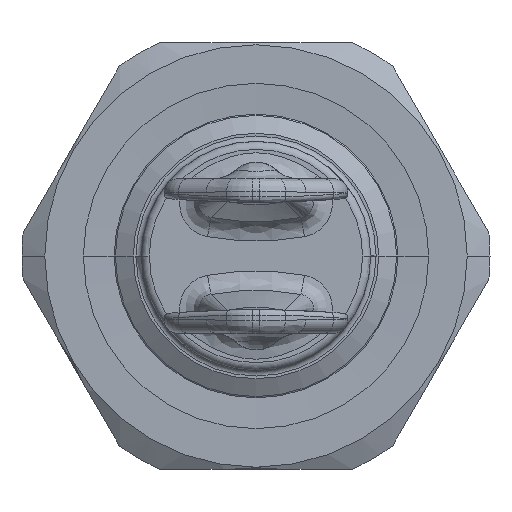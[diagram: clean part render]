
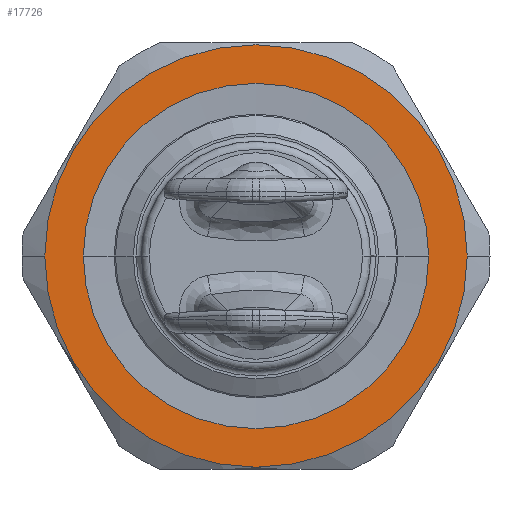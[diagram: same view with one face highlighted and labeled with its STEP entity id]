
A CAD part, front view. The second image highlights one B-rep face of the part: STEP entity #17726.
In plain terms, the highlighted planar face has unit normal (0, -1, 0).
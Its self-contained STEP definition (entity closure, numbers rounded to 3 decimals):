
#2290=CARTESIAN_POINT('',(0.,-36.6,0.));
#2291=DIRECTION('',(0.,1.,0.));
#2292=DIRECTION('',(-1.,0.,0.));
#2293=AXIS2_PLACEMENT_3D('',#2290,#2291,#2292);
#2298=CARTESIAN_POINT('',(0.,-36.6,0.));
#2299=DIRECTION('',(0.,1.,0.));
#2300=DIRECTION('',(1.,0.,0.));
#2301=AXIS2_PLACEMENT_3D('',#2298,#2299,#2300);
#2306=CARTESIAN_POINT('',(0.,-36.6,0.));
#2307=DIRECTION('',(0.,-1.,0.));
#2308=DIRECTION('',(1.,0.,0.));
#2309=AXIS2_PLACEMENT_3D('',#2306,#2307,#2308);
#2314=CARTESIAN_POINT('',(0.,-36.6,0.));
#2315=DIRECTION('',(0.,-1.,0.));
#2316=DIRECTION('',(-1.,0.,0.));
#2317=AXIS2_PLACEMENT_3D('',#2314,#2315,#2316);
#13732=CARTESIAN_POINT('',(12.875,-36.6,0.));
#13733=VERTEX_POINT('',#13732);
#13734=CARTESIAN_POINT('',(-12.875,-36.6,0.));
#13735=VERTEX_POINT('',#13734);
#13736=CARTESIAN_POINT('',(-15.75,-36.6,0.));
#13737=CARTESIAN_POINT('',(15.75,-36.6,0.));
#13738=VERTEX_POINT('',#13736);
#13739=VERTEX_POINT('',#13737);
#17711=CARTESIAN_POINT('',(0.,-36.6,0.));
#17712=DIRECTION('',(0.,1.,0.));
#17713=DIRECTION('',(-1.,0.,0.));
#17714=AXIS2_PLACEMENT_3D('',#17711,#17712,#17713);
#17715=PLANE('',#17714);
#17717=ORIENTED_EDGE('',*,*,#17716,.T.);
#17719=ORIENTED_EDGE('',*,*,#17718,.T.);
#17720=EDGE_LOOP('',(#17717,#17719));
#17721=FACE_OUTER_BOUND('',#17720,.F.);
#17722=ORIENTED_EDGE('',*,*,#17693,.T.);
#17723=ORIENTED_EDGE('',*,*,#17678,.T.);
#17724=EDGE_LOOP('',(#17722,#17723));
#17725=FACE_BOUND('',#17724,.F.);
#17726=ADVANCED_FACE('',(#17721,#17725),#17715,.F.);
#2294=CIRCLE('',#2293,15.75);
#2302=CIRCLE('',#2301,15.75);
#2310=CIRCLE('',#2309,12.875);
#2318=CIRCLE('',#2317,12.875);
#17678=EDGE_CURVE('',#13735,#13733,#2318,.T.);
#17693=EDGE_CURVE('',#13733,#13735,#2310,.T.);
#17716=EDGE_CURVE('',#13738,#13739,#2294,.T.);
#17718=EDGE_CURVE('',#13739,#13738,#2302,.T.);
